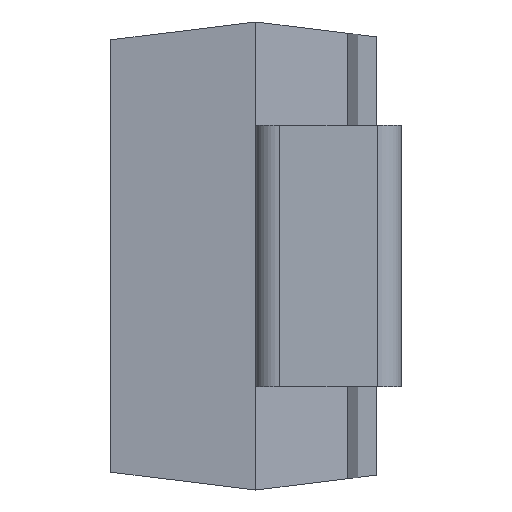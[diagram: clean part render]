
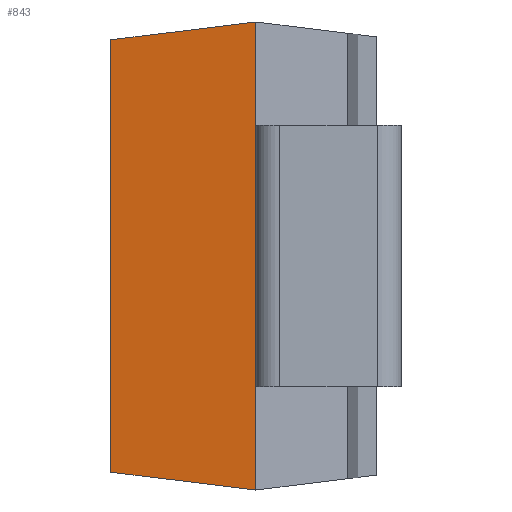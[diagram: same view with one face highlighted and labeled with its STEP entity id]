
A CAD part, left-side view. The second image highlights one B-rep face of the part: STEP entity #843.
In plain terms, the highlighted planar face has unit normal (-0.993, 0.122, 0).
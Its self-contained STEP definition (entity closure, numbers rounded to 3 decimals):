
#15 = VECTOR ( 'NONE', #274, 1000. ) ;
#61 = ORIENTED_EDGE ( 'NONE', *, *, #745, .F. ) ;
#70 = VERTEX_POINT ( 'NONE', #1379 ) ;
#72 = DIRECTION ( 'NONE',  ( 0., 0., -1. ) ) ;
#79 = DIRECTION ( 'NONE',  ( 0., 0., -1. ) ) ;
#102 = FACE_OUTER_BOUND ( 'NONE', #338, .T. ) ;
#186 = LINE ( 'NONE', #1069, #211 ) ;
#211 = VECTOR ( 'NONE', #72, 1000. ) ;
#274 = DIRECTION ( 'NONE',  ( 0.121, 0.985, 0.121 ) ) ;
#298 = LINE ( 'NONE', #1290, #15 ) ;
#303 = VECTOR ( 'NONE', #1380, 1000. ) ;
#338 = EDGE_LOOP ( 'NONE', ( #1116, #1306, #566, #1231, #61, #753 ) ) ;
#344 = VERTEX_POINT ( 'NONE', #715 ) ;
#362 = CARTESIAN_POINT ( 'NONE',  ( 0., 1.22, -0.87 ) ) ;
#365 = PLANE ( 'NONE',  #1279 ) ;
#417 = VERTEX_POINT ( 'NONE', #869 ) ;
#421 = VECTOR ( 'NONE', #79, 1000. ) ;
#452 = VERTEX_POINT ( 'NONE', #614 ) ;
#481 = LINE ( 'NONE', #1000, #985 ) ;
#482 = DIRECTION ( 'NONE',  ( 0.993, -0.122, 0. ) ) ;
#499 = CARTESIAN_POINT ( 'NONE',  ( 0., 1.22, 0. ) ) ;
#536 = VERTEX_POINT ( 'NONE', #499 ) ;
#566 = ORIENTED_EDGE ( 'NONE', *, *, #797, .F. ) ;
#584 = EDGE_CURVE ( 'NONE', #452, #70, #298, .T. ) ;
#614 = CARTESIAN_POINT ( 'NONE',  ( 0., 1.22, -3.94 ) ) ;
#715 = CARTESIAN_POINT ( 'NONE',  ( 0.15, 2.44, -0.15 ) ) ;
#720 = LINE ( 'NONE', #1101, #1416 ) ;
#745 = EDGE_CURVE ( 'NONE', #344, #536, #720, .T. ) ;
#751 = EDGE_CURVE ( 'NONE', #417, #452, #186, .T. ) ;
#753 = ORIENTED_EDGE ( 'NONE', *, *, #1334, .F. ) ;
#797 = EDGE_CURVE ( 'NONE', #1219, #417, #1358, .T. ) ;
#843 = ADVANCED_FACE ( 'NONE', ( #102 ), #365, .F. ) ;
#851 = LINE ( 'NONE', #1361, #303 ) ;
#869 = CARTESIAN_POINT ( 'NONE',  ( 0., 1.22, -3.07 ) ) ;
#874 = CARTESIAN_POINT ( 'NONE',  ( 0.15, 2.44, 0. ) ) ;
#985 = VECTOR ( 'NONE', #1015, 1000. ) ;
#1000 = CARTESIAN_POINT ( 'NONE',  ( 0., 1.22, -3.94 ) ) ;
#1015 = DIRECTION ( 'NONE',  ( 0., 0., -1. ) ) ;
#1054 = EDGE_CURVE ( 'NONE', #536, #1219, #481, .T. ) ;
#1069 = CARTESIAN_POINT ( 'NONE',  ( 0., 1.22, -3.94 ) ) ;
#1101 = CARTESIAN_POINT ( 'NONE',  ( 0.148, 2.422, -0.148 ) ) ;
#1116 = ORIENTED_EDGE ( 'NONE', *, *, #584, .F. ) ;
#1214 = CARTESIAN_POINT ( 'NONE',  ( 0., 1.22, -0.87 ) ) ;
#1219 = VERTEX_POINT ( 'NONE', #362 ) ;
#1231 = ORIENTED_EDGE ( 'NONE', *, *, #1054, .F. ) ;
#1279 = AXIS2_PLACEMENT_3D ( 'NONE', #874, #482, #1545 ) ;
#1290 = CARTESIAN_POINT ( 'NONE',  ( 0.205, 2.892, -3.735 ) ) ;
#1306 = ORIENTED_EDGE ( 'NONE', *, *, #751, .F. ) ;
#1334 = EDGE_CURVE ( 'NONE', #70, #344, #851, .T. ) ;
#1358 = LINE ( 'NONE', #1214, #421 ) ;
#1361 = CARTESIAN_POINT ( 'NONE',  ( 0.15, 2.44, 0. ) ) ;
#1379 = CARTESIAN_POINT ( 'NONE',  ( 0.15, 2.44, -3.79 ) ) ;
#1380 = DIRECTION ( 'NONE',  ( 0., 0., 1. ) ) ;
#1416 = VECTOR ( 'NONE', #1628, 1000. ) ;
#1545 = DIRECTION ( 'NONE',  ( 0., 0., 1. ) ) ;
#1628 = DIRECTION ( 'NONE',  ( -0.121, -0.985, 0.121 ) ) ;
